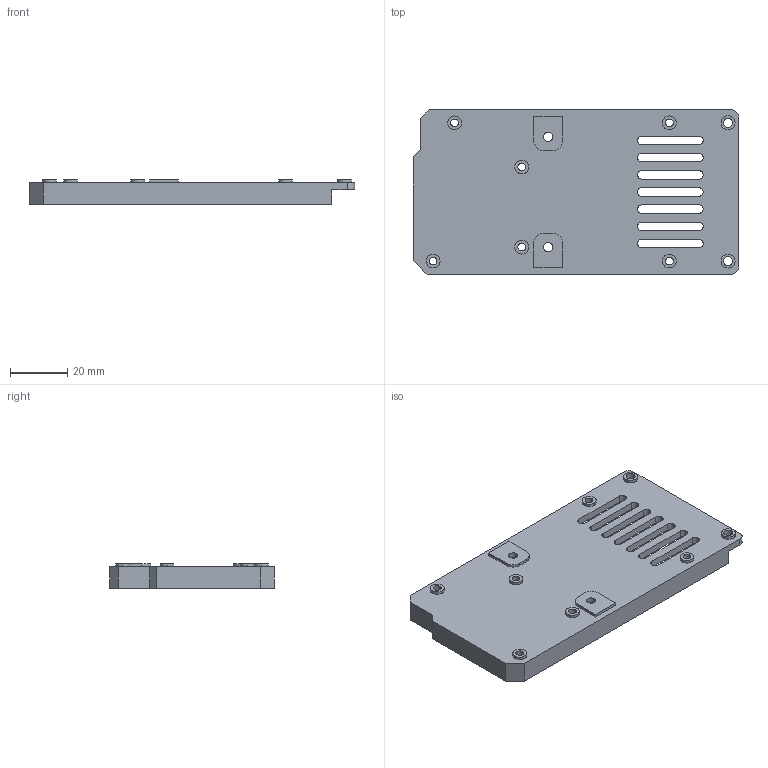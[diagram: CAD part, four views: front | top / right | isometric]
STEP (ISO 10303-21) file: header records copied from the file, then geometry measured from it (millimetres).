
FILE_DESCRIPTION (( 'STEP AP214' ), '1' );
FILE_NAME ('ArduinoMega_Mount_Plate.STEP', '2018-10-02T21:43:16', ( '' ), ( '' ), 'SwSTEP 2.0', 'SolidWorks 2017', '' );
FILE_SCHEMA (( 'AUTOMOTIVE_DESIGN' ));
Length unit declared in the file: inch
Products named in the file (1): ArduinoMega_Mount_Plate
Bounding box: 113.69 x 57.48 x 8.64 mm (x, y, z)
Volume: 18699.6 mm3; surface area: 17772.9 mm2
Topology: 1 solids, 1 shells, 152 faces, 405 edges, 270 vertices
Faces by surface type: plane 77, cylinder 75
Entity records: 4887 total; most frequent: DIRECTION 861, CARTESIAN_POINT 828, ORIENTED_EDGE 810, EDGE_CURVE 405, AXIS2_PLACEMENT_3D 303, VERTEX_POINT 270, VECTOR 255, LINE 255
